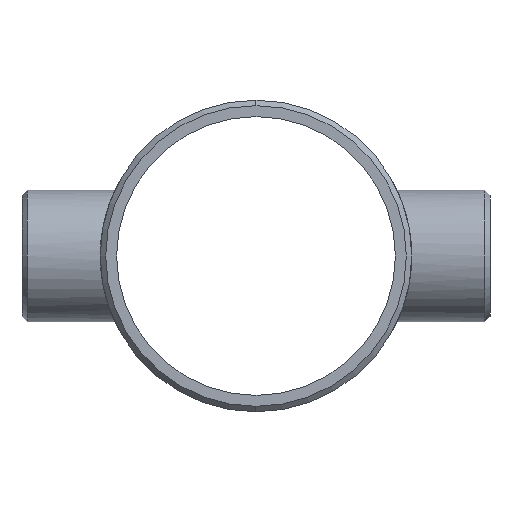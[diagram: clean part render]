
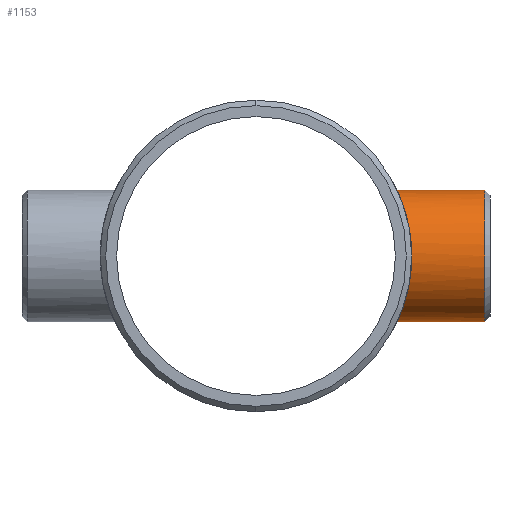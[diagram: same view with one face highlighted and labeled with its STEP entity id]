
A CAD part, left-side view. The second image highlights one B-rep face of the part: STEP entity #1153.
In plain terms, the highlighted cylindrical face has radius 24.13 mm (diameter 48.26 mm), a partial arc.
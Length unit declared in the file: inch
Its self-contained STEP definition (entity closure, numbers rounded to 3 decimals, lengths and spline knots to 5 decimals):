
#31 = CARTESIAN_POINT ( 'NONE',  ( -0.50398, -2.10081, 0.80588 ) ) ;
#33 = VERTEX_POINT ( 'NONE', #739 ) ;
#35 = CARTESIAN_POINT ( 'NONE',  ( -0.42306, -2.08285, -0.85116 ) ) ;
#41 = CARTESIAN_POINT ( 'NONE',  ( -0.2491, -2.05385, 0.91891 ) ) ;
#47 = CARTESIAN_POINT ( 'NONE',  ( -0.55458, -2.11352, -0.77193 ) ) ;
#52 = EDGE_CURVE ( 'NONE', #1155, #1047, #272, .T. ) ;
#53 = CARTESIAN_POINT ( 'NONE',  ( -0.47739, -2.09456, -0.82192 ) ) ;
#82 = DIRECTION ( 'NONE',  ( 0., 0., -1. ) ) ;
#99 = CARTESIAN_POINT ( 'NONE',  ( 0., -3.301, 0.95 ) ) ;
#122 = CARTESIAN_POINT ( 'NONE',  ( 0., -3.301, -0.95 ) ) ;
#127 = CARTESIAN_POINT ( 'NONE',  ( -0.86474, -2.21532, -0.39457 ) ) ;
#134 = CARTESIAN_POINT ( 'NONE',  ( -0.8644, -2.21521, 0.39442 ) ) ;
#138 = CARTESIAN_POINT ( 'NONE',  ( -0.64976, -2.14058, 0.69322 ) ) ;
#143 = CARTESIAN_POINT ( 'NONE',  ( -0.39471, -2.07726, 0.86468 ) ) ;
#153 = DIRECTION ( 'NONE',  ( 0., 1., 0. ) ) ;
#187 = FACE_OUTER_BOUND ( 'NONE', #504, .T. ) ;
#210 = CARTESIAN_POINT ( 'NONE',  ( 0., -3.38, 0. ) ) ;
#214 = CARTESIAN_POINT ( 'NONE',  ( -0.91885, -2.237, 0.24929 ) ) ;
#220 = CARTESIAN_POINT ( 'NONE',  ( -0.61522, -2.13034, 0.72405 ) ) ;
#226 = CARTESIAN_POINT ( 'NONE',  ( -0.94374, -2.24736, 0.11005 ) ) ;
#227 = EDGE_CURVE ( 'NONE', #1047, #752, #561, .T. ) ;
#232 = CARTESIAN_POINT ( 'NONE',  ( -0.15681, -2.0454, 0.93749 ) ) ;
#272 = CIRCLE ( 'NONE', #1000, 0.95 ) ;
#277 = CARTESIAN_POINT ( 'NONE',  ( 0., -3.38, 0.95 ) ) ;
#282 = EDGE_CURVE ( 'NONE', #752, #33, #1062, .T. ) ;
#314 = CARTESIAN_POINT ( 'NONE',  ( -0.94176, -2.24653, 0.12584 ) ) ;
#321 = CARTESIAN_POINT ( 'NONE',  ( -0.80573, -2.19293, -0.50422 ) ) ;
#323 = AXIS2_PLACEMENT_3D ( 'NONE', #210, #557, #585 ) ;
#327 = CARTESIAN_POINT ( 'NONE',  ( -0.8439, -2.20729, 0.43654 ) ) ;
#332 = CARTESIAN_POINT ( 'NONE',  ( -0.03177, -2.03961, -0.95 ) ) ;
#334 = VECTOR ( 'NONE', #920, 39.37008 ) ;
#338 = CARTESIAN_POINT ( 'NONE',  ( -0.93433, -2.24343, 0.17255 ) ) ;
#345 = CARTESIAN_POINT ( 'NONE',  ( 0., -3.38, -0.95 ) ) ;
#361 = EDGE_CURVE ( 'NONE', #1155, #33, #1140, .T. ) ;
#362 = ORIENTED_EDGE ( 'NONE', *, *, #227, .T. ) ;
#369 = DIRECTION ( 'NONE',  ( 0., 1., 0. ) ) ;
#411 = CARTESIAN_POINT ( 'NONE',  ( -0.94999, -2.25, 0.03149 ) ) ;
#416 = CARTESIAN_POINT ( 'NONE',  ( -0.47761, -2.09461, 0.82179 ) ) ;
#422 = CARTESIAN_POINT ( 'NONE',  ( -0.15732, -2.04544, -0.9374 ) ) ;
#429 = CARTESIAN_POINT ( 'NONE',  ( -0.75416, -2.17433, -0.58099 ) ) ;
#439 = ORIENTED_EDGE ( 'NONE', *, *, #361, .F. ) ;
#491 = CARTESIAN_POINT ( 'NONE',  ( -0.57919, -2.12013, -0.75365 ) ) ;
#496 = CARTESIAN_POINT ( 'NONE',  ( -0.85138, -2.21013, -0.42263 ) ) ;
#501 = CARTESIAN_POINT ( 'NONE',  ( -0.95001, -2.25, -0.06246 ) ) ;
#504 = EDGE_LOOP ( 'NONE', ( #609, #362, #1031, #439 ) ) ;
#506 = CARTESIAN_POINT ( 'NONE',  ( -0.39494, -2.0773, -0.86458 ) ) ;
#512 = CARTESIAN_POINT ( 'NONE',  ( -0.661, -2.14402, 0.68251 ) ) ;
#557 = DIRECTION ( 'NONE',  ( 0., 1., 0. ) ) ;
#561 = LINE ( 'NONE', #277, #334 ) ;
#574 = VECTOR ( 'NONE', #153, 39.37008 ) ;
#585 = DIRECTION ( 'NONE',  ( 0., 0., -1. ) ) ;
#591 = CARTESIAN_POINT ( 'NONE',  ( -0.93706, -2.24457, 0.15707 ) ) ;
#596 = CARTESIAN_POINT ( 'NONE',  ( -0.30827, -2.06199, -0.90077 ) ) ;
#601 = CARTESIAN_POINT ( 'NONE',  ( -0.62674, -2.13361, -0.7146 ) ) ;
#605 = CARTESIAN_POINT ( 'NONE',  ( -0.71554, -2.16108, 0.62794 ) ) ;
#609 = ORIENTED_EDGE ( 'NONE', *, *, #52, .T. ) ;
#679 = CARTESIAN_POINT ( 'NONE',  ( -0.87073, -2.21769, 0.38022 ) ) ;
#685 = CARTESIAN_POINT ( 'NONE',  ( -0.82182, -2.19891, -0.47758 ) ) ;
#691 = CARTESIAN_POINT ( 'NONE',  ( -0.64978, -2.14051, -0.69371 ) ) ;
#701 = CARTESIAN_POINT ( 'NONE',  ( 0., -2.03961, -0.95 ) ) ;
#720 = CARTESIAN_POINT ( 'NONE',  ( 0., -2.03961, 0.95 ) ) ;
#739 = CARTESIAN_POINT ( 'NONE',  ( 0., -2.03961, -0.95 ) ) ;
#752 = VERTEX_POINT ( 'NONE', #720 ) ;
#767 = CARTESIAN_POINT ( 'NONE',  ( -0.85099, -2.21001, 0.42256 ) ) ;
#772 = CARTESIAN_POINT ( 'NONE',  ( -0.9006, -2.22948, -0.30865 ) ) ;
#777 = CARTESIAN_POINT ( 'NONE',  ( -0.94389, -2.2474, -0.12486 ) ) ;
#790 = CARTESIAN_POINT ( 'NONE',  ( -0.12639, -2.04328, -0.94208 ) ) ;
#852 = CARTESIAN_POINT ( 'NONE',  ( -0.03127, -2.03961, 0.95 ) ) ;
#859 = CARTESIAN_POINT ( 'NONE',  ( -0.71521, -2.16097, -0.62832 ) ) ;
#864 = CARTESIAN_POINT ( 'NONE',  ( -0.91896, -2.23704, -0.24906 ) ) ;
#870 = CARTESIAN_POINT ( 'NONE',  ( -0.24888, -2.05384, -0.91893 ) ) ;
#877 = CARTESIAN_POINT ( 'NONE',  ( -0.80579, -2.19295, 0.50412 ) ) ;
#920 = DIRECTION ( 'NONE',  ( 0., 1., 0. ) ) ;
#944 = CARTESIAN_POINT ( 'NONE',  ( -0.57959, -2.12024, 0.75334 ) ) ;
#948 = CARTESIAN_POINT ( 'NONE',  ( -0.75441, -2.17442, 0.58064 ) ) ;
#954 = CARTESIAN_POINT ( 'NONE',  ( -0.82176, -2.19889, 0.47768 ) ) ;
#960 = CARTESIAN_POINT ( 'NONE',  ( -0.55497, -2.11362, 0.77166 ) ) ;
#1000 = AXIS2_PLACEMENT_3D ( 'NONE', #1164, #369, #82 ) ;
#1017 = CYLINDRICAL_SURFACE ( 'NONE', #323, 0.95 ) ;
#1023 = CARTESIAN_POINT ( 'NONE',  ( -0.12532, -2.04321, 0.94222 ) ) ;
#1029 = CARTESIAN_POINT ( 'NONE',  ( -0.50368, -2.10073, -0.80607 ) ) ;
#1031 = ORIENTED_EDGE ( 'NONE', *, *, #282, .T. ) ;
#1035 = CARTESIAN_POINT ( 'NONE',  ( -0.94844, -2.24934, 0.06288 ) ) ;
#1041 = CARTESIAN_POINT ( 'NONE',  ( -0.30853, -2.06204, 0.90066 ) ) ;
#1047 = VERTEX_POINT ( 'NONE', #99 ) ;
#1062 = B_SPLINE_CURVE_WITH_KNOTS ( 'NONE', 3,
 ( #1102, #852, #1111, #1023, #232, #41, #1041, #143, #1116, #416, #31, #960, #944, #220, #1125, #138, #512, #605, #948, #877, #954, #327, #767, #134, #679, #1129, #214, #338, #591, #314, #226, #1035, #411, #501, #777, #864, #772, #127, #496, #685, #321, #429, #859, #691, #601, #491, #47, #1029, #53, #35, #506, #596, #870, #422, #790, #1134, #332, #701 ),
 .UNSPECIFIED., .F., .F.,
 ( 4, 2, 2, 2, 2, 2, 2, 2, 2, 2, 2, 2, 2, 2, 2, 2, 2, 2, 2, 2, 2, 2, 2, 2, 2, 2, 2, 2, 4 ),
 ( 0.07634, 0.07873, 0.08111, 0.08588, 0.08826, 0.09065, 0.09303, 0.09422, 0.09541, 0.10018, 0.10256, 0.10376, 0.10495, 0.10971, 0.11091, 0.1121, 0.11448, 0.11925, 0.12402, 0.1264, 0.12878, 0.13355, 0.13594, 0.13832, 0.1407, 0.14309, 0.14785, 0.15024, 0.15262 ),
 .UNSPECIFIED. ) ;
#1102 = CARTESIAN_POINT ( 'NONE',  ( 0., -2.03961, 0.95 ) ) ;
#1111 = CARTESIAN_POINT ( 'NONE',  ( -0.06259, -2.04033, 0.94846 ) ) ;
#1116 = CARTESIAN_POINT ( 'NONE',  ( -0.42304, -2.08285, 0.85117 ) ) ;
#1125 = CARTESIAN_POINT ( 'NONE',  ( -0.62688, -2.13374, 0.71398 ) ) ;
#1129 = CARTESIAN_POINT ( 'NONE',  ( -0.90063, -2.22949, 0.30859 ) ) ;
#1134 = CARTESIAN_POINT ( 'NONE',  ( -0.06366, -2.04036, -0.94839 ) ) ;
#1140 = LINE ( 'NONE', #345, #574 ) ;
#1153 = ADVANCED_FACE ( 'NONE', ( #187 ), #1017, .T. ) ;
#1155 = VERTEX_POINT ( 'NONE', #122 ) ;
#1164 = CARTESIAN_POINT ( 'NONE',  ( 0., -3.301, 0. ) ) ;
